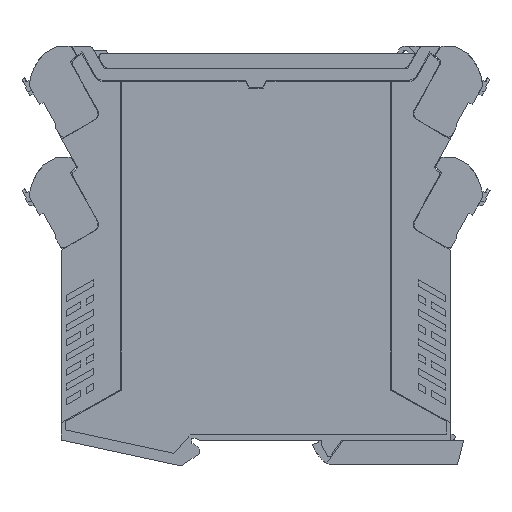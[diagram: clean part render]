
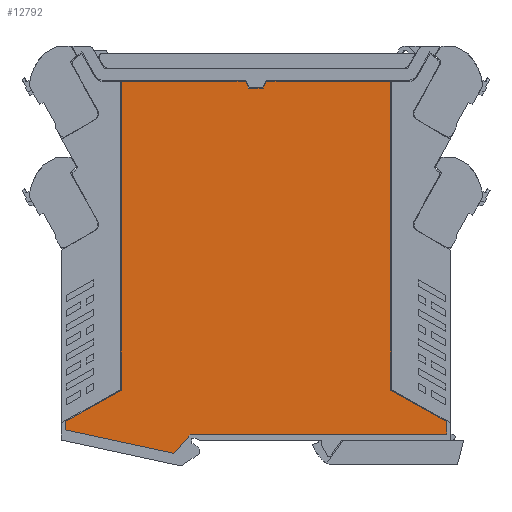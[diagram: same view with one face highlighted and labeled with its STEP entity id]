
A CAD part, left-side view. The second image highlights one B-rep face of the part: STEP entity #12792.
In plain terms, the highlighted planar face has unit normal (-1, 0, 0).
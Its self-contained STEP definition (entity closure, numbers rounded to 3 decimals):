
#12770=AXIS2_PLACEMENT_3D('Plane Axis2P3D',#12767,#12768,#12769) ;
#7579=CARTESIAN_POINT('Vertex',(0.,100.196,20.571)) ;
#7582=CARTESIAN_POINT('Line Origine',(0.,100.196,62.547)) ;
#7586=CARTESIAN_POINT('Vertex',(0.,100.196,104.524)) ;
#7602=CARTESIAN_POINT('Line Origine',(0.,68.177,104.524)) ;
#7606=CARTESIAN_POINT('Vertex',(0.,66.427,104.524)) ;
#7608=CARTESIAN_POINT('Vertex',(0.,69.927,104.524)) ;
#7616=CARTESIAN_POINT('Line Origine',(0.,85.062,104.524)) ;
#7635=CARTESIAN_POINT('Line Origine',(0.,65.984,103.574)) ;
#7639=CARTESIAN_POINT('Vertex',(0.,65.541,102.624)) ;
#7664=CARTESIAN_POINT('Vertex',(0.,61.651,102.624)) ;
#7667=CARTESIAN_POINT('Line Origine',(0.,63.596,102.624)) ;
#7685=CARTESIAN_POINT('Line Origine',(0.,61.208,103.574)) ;
#7689=CARTESIAN_POINT('Vertex',(0.,60.765,104.524)) ;
#7705=CARTESIAN_POINT('Line Origine',(0.,59.015,104.524)) ;
#7709=CARTESIAN_POINT('Vertex',(0.,57.265,104.524)) ;
#7712=CARTESIAN_POINT('Line Origine',(0.,42.131,104.524)) ;
#7716=CARTESIAN_POINT('Vertex',(0.,26.996,104.524)) ;
#7738=CARTESIAN_POINT('Line Origine',(0.,26.996,62.547)) ;
#7742=CARTESIAN_POINT('Vertex',(0.,26.996,20.571)) ;
#7763=CARTESIAN_POINT('Line Origine',(0.,19.38,16.305)) ;
#7767=CARTESIAN_POINT('Vertex',(0.,11.764,12.04)) ;
#7788=CARTESIAN_POINT('Line Origine',(0.,11.764,10.332)) ;
#7792=CARTESIAN_POINT('Vertex',(0.,11.764,8.624)) ;
#7813=CARTESIAN_POINT('Line Origine',(0.,46.543,8.624)) ;
#7817=CARTESIAN_POINT('Vertex',(0.,81.323,8.624)) ;
#7833=CARTESIAN_POINT('Line Origine',(0.,83.838,5.745)) ;
#7837=CARTESIAN_POINT('Vertex',(0.,85.876,3.413)) ;
#7839=CARTESIAN_POINT('Vertex',(0.,81.801,8.077)) ;
#7847=CARTESIAN_POINT('Line Origine',(0.,81.56,8.353)) ;
#7851=CARTESIAN_POINT('Vertex',(0.,81.796,8.082)) ;
#7854=CARTESIAN_POINT('Line Origine',(0.,81.799,8.079)) ;
#7876=CARTESIAN_POINT('Line Origine',(0.,100.652,6.592)) ;
#7880=CARTESIAN_POINT('Vertex',(0.,115.428,9.771)) ;
#7901=CARTESIAN_POINT('Line Origine',(0.,115.428,10.906)) ;
#7905=CARTESIAN_POINT('Vertex',(0.,115.428,12.04)) ;
#7926=CARTESIAN_POINT('Line Origine',(0.,107.812,16.305)) ;
#12767=CARTESIAN_POINT('Axis2P3D Location',(0.,63.596,7.024)) ;
#7583=DIRECTION('Vector Direction',(0.,0.,-1.)) ;
#7603=DIRECTION('Vector Direction',(0.,1.,0.)) ;
#7617=DIRECTION('Vector Direction',(0.,1.,0.)) ;
#7636=DIRECTION('Vector Direction',(0.,0.423,0.906)) ;
#7668=DIRECTION('Vector Direction',(0.,1.,0.)) ;
#7686=DIRECTION('Vector Direction',(0.,-0.423,0.906)) ;
#7706=DIRECTION('Vector Direction',(0.,1.,0.)) ;
#7713=DIRECTION('Vector Direction',(0.,1.,0.)) ;
#7739=DIRECTION('Vector Direction',(0.,0.,1.)) ;
#7764=DIRECTION('Vector Direction',(0.,0.872,0.489)) ;
#7789=DIRECTION('Vector Direction',(0.,0.,1.)) ;
#7814=DIRECTION('Vector Direction',(0.,1.,0.)) ;
#7834=DIRECTION('Vector Direction',(0.,-0.658,0.753)) ;
#7848=DIRECTION('Vector Direction',(0.,-0.658,0.753)) ;
#7855=DIRECTION('Vector Direction',(0.,-0.658,0.753)) ;
#7877=DIRECTION('Vector Direction',(0.,-0.978,-0.21)) ;
#7902=DIRECTION('Vector Direction',(0.,0.,-1.)) ;
#7927=DIRECTION('Vector Direction',(0.,0.872,-0.489)) ;
#12768=DIRECTION('Axis2P3D Direction',(-1.,0.,0.)) ;
#12769=DIRECTION('Axis2P3D XDirection',(0.,1.,0.)) ;
#7584=VECTOR('Line Direction',#7583,1.) ;
#7604=VECTOR('Line Direction',#7603,1.) ;
#7618=VECTOR('Line Direction',#7617,1.) ;
#7637=VECTOR('Line Direction',#7636,1.) ;
#7669=VECTOR('Line Direction',#7668,1.) ;
#7687=VECTOR('Line Direction',#7686,1.) ;
#7707=VECTOR('Line Direction',#7706,1.) ;
#7714=VECTOR('Line Direction',#7713,1.) ;
#7740=VECTOR('Line Direction',#7739,1.) ;
#7765=VECTOR('Line Direction',#7764,1.) ;
#7790=VECTOR('Line Direction',#7789,1.) ;
#7815=VECTOR('Line Direction',#7814,1.) ;
#7835=VECTOR('Line Direction',#7834,1.) ;
#7849=VECTOR('Line Direction',#7848,1.) ;
#7856=VECTOR('Line Direction',#7855,1.) ;
#7878=VECTOR('Line Direction',#7877,1.) ;
#7903=VECTOR('Line Direction',#7902,1.) ;
#7928=VECTOR('Line Direction',#7927,1.) ;
#12773=ORIENTED_EDGE('',*,*,#7841,.T.) ;
#12774=ORIENTED_EDGE('',*,*,#7858,.T.) ;
#12775=ORIENTED_EDGE('',*,*,#7853,.T.) ;
#12776=ORIENTED_EDGE('',*,*,#7819,.T.) ;
#12777=ORIENTED_EDGE('',*,*,#7794,.T.) ;
#12778=ORIENTED_EDGE('',*,*,#7769,.T.) ;
#12779=ORIENTED_EDGE('',*,*,#7744,.T.) ;
#12780=ORIENTED_EDGE('',*,*,#7718,.T.) ;
#12781=ORIENTED_EDGE('',*,*,#7711,.T.) ;
#12782=ORIENTED_EDGE('',*,*,#7691,.T.) ;
#12783=ORIENTED_EDGE('',*,*,#7671,.T.) ;
#12784=ORIENTED_EDGE('',*,*,#7641,.T.) ;
#12785=ORIENTED_EDGE('',*,*,#7610,.T.) ;
#12786=ORIENTED_EDGE('',*,*,#7620,.T.) ;
#12787=ORIENTED_EDGE('',*,*,#7588,.T.) ;
#12788=ORIENTED_EDGE('',*,*,#7930,.T.) ;
#12789=ORIENTED_EDGE('',*,*,#7907,.T.) ;
#12790=ORIENTED_EDGE('',*,*,#7882,.T.) ;
#12792=ADVANCED_FACE('GEHAEUSE',(#12791),#12771,.T.) ;
#7588=EDGE_CURVE('',#7587,#7580,#7585,.T.) ;
#7610=EDGE_CURVE('',#7607,#7609,#7605,.T.) ;
#7620=EDGE_CURVE('',#7609,#7587,#7619,.T.) ;
#7641=EDGE_CURVE('',#7640,#7607,#7638,.T.) ;
#7671=EDGE_CURVE('',#7665,#7640,#7670,.T.) ;
#7691=EDGE_CURVE('',#7690,#7665,#7688,.F.) ;
#7711=EDGE_CURVE('',#7710,#7690,#7708,.T.) ;
#7718=EDGE_CURVE('',#7717,#7710,#7715,.T.) ;
#7744=EDGE_CURVE('',#7743,#7717,#7741,.T.) ;
#7769=EDGE_CURVE('',#7768,#7743,#7766,.T.) ;
#7794=EDGE_CURVE('',#7793,#7768,#7791,.T.) ;
#7819=EDGE_CURVE('',#7818,#7793,#7816,.F.) ;
#7841=EDGE_CURVE('',#7838,#7840,#7836,.T.) ;
#7853=EDGE_CURVE('',#7852,#7818,#7850,.T.) ;
#7858=EDGE_CURVE('',#7840,#7852,#7857,.T.) ;
#7882=EDGE_CURVE('',#7881,#7838,#7879,.T.) ;
#7907=EDGE_CURVE('',#7906,#7881,#7904,.T.) ;
#7930=EDGE_CURVE('',#7580,#7906,#7929,.T.) ;
#12772=EDGE_LOOP('',(#12773,#12774,#12775,#12776,#12777,#12778,#12779,#12780,#12781,#12782,#12783,#12784,#12785,#12786,#12787,#12788,#12789,#12790)) ;
#12791=FACE_OUTER_BOUND('',#12772,.T.) ;
#7585=LINE('Line',#7582,#7584) ;
#7605=LINE('Line',#7602,#7604) ;
#7619=LINE('Line',#7616,#7618) ;
#7638=LINE('Line',#7635,#7637) ;
#7670=LINE('Line',#7667,#7669) ;
#7688=LINE('Line',#7685,#7687) ;
#7708=LINE('Line',#7705,#7707) ;
#7715=LINE('Line',#7712,#7714) ;
#7741=LINE('Line',#7738,#7740) ;
#7766=LINE('Line',#7763,#7765) ;
#7791=LINE('Line',#7788,#7790) ;
#7816=LINE('Line',#7813,#7815) ;
#7836=LINE('Line',#7833,#7835) ;
#7850=LINE('Line',#7847,#7849) ;
#7857=LINE('Line',#7854,#7856) ;
#7879=LINE('Line',#7876,#7878) ;
#7904=LINE('Line',#7901,#7903) ;
#7929=LINE('Line',#7926,#7928) ;
#12771=PLANE('',#12770) ;
#7580=VERTEX_POINT('',#7579) ;
#7587=VERTEX_POINT('',#7586) ;
#7607=VERTEX_POINT('',#7606) ;
#7609=VERTEX_POINT('',#7608) ;
#7640=VERTEX_POINT('',#7639) ;
#7665=VERTEX_POINT('',#7664) ;
#7690=VERTEX_POINT('',#7689) ;
#7710=VERTEX_POINT('',#7709) ;
#7717=VERTEX_POINT('',#7716) ;
#7743=VERTEX_POINT('',#7742) ;
#7768=VERTEX_POINT('',#7767) ;
#7793=VERTEX_POINT('',#7792) ;
#7818=VERTEX_POINT('',#7817) ;
#7838=VERTEX_POINT('',#7837) ;
#7840=VERTEX_POINT('',#7839) ;
#7852=VERTEX_POINT('',#7851) ;
#7881=VERTEX_POINT('',#7880) ;
#7906=VERTEX_POINT('',#7905) ;
